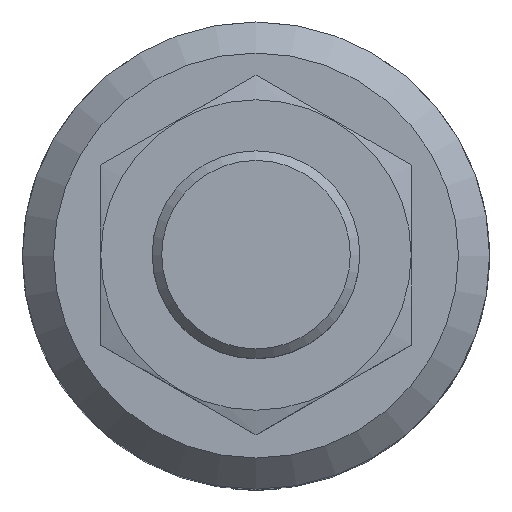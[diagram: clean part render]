
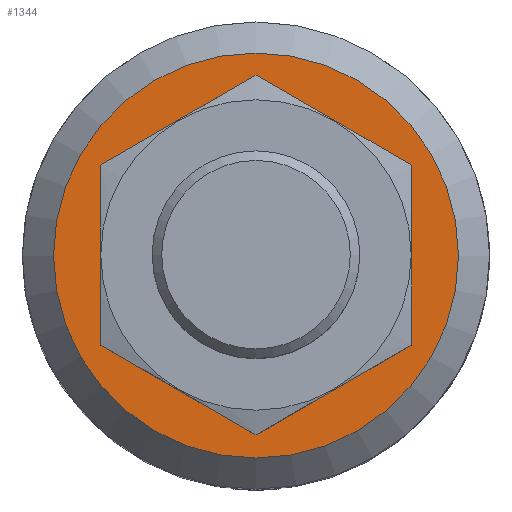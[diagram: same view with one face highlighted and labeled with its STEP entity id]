
A CAD part, top view. The second image highlights one B-rep face of the part: STEP entity #1344.
In plain terms, the highlighted planar face has unit normal (0, 0, 1).
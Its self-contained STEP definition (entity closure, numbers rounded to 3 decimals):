
#167=CIRCLE('',#1524,13.5);
#168=CIRCLE('',#1525,19.5);
#269=ORIENTED_EDGE('',*,*,#621,.T.);
#270=ORIENTED_EDGE('',*,*,#622,.F.);
#621=EDGE_CURVE('',#795,#795,#167,.T.);
#622=EDGE_CURVE('',#796,#796,#168,.T.);
#795=VERTEX_POINT('',#2195);
#796=VERTEX_POINT('',#2197);
#1007=EDGE_LOOP('',(#269));
#1008=EDGE_LOOP('',(#270));
#1155=FACE_BOUND('',#1007,.T.);
#1156=FACE_BOUND('',#1008,.T.);
#1298=PLANE('',#1523);
#1344=ADVANCED_FACE('',(#1155,#1156),#1298,.T.);
#1523=AXIS2_PLACEMENT_3D('',#2193,#1738,#1739);
#1524=AXIS2_PLACEMENT_3D('',#2194,#1740,#1741);
#1525=AXIS2_PLACEMENT_3D('',#2196,#1742,#1743);
#1738=DIRECTION('',(0.,0.,1.));
#1739=DIRECTION('',(1.,0.,0.));
#1740=DIRECTION('',(0.,0.,-1.));
#1741=DIRECTION('',(-1.,0.,0.));
#1742=DIRECTION('',(0.,0.,-1.));
#1743=DIRECTION('',(-1.,0.,0.));
#2193=CARTESIAN_POINT('',(0.,19.5,0.));
#2194=CARTESIAN_POINT('',(0.,0.,0.));
#2195=CARTESIAN_POINT('',(-13.5,0.,0.));
#2196=CARTESIAN_POINT('',(0.,0.,0.));
#2197=CARTESIAN_POINT('',(-19.5,0.,0.));
